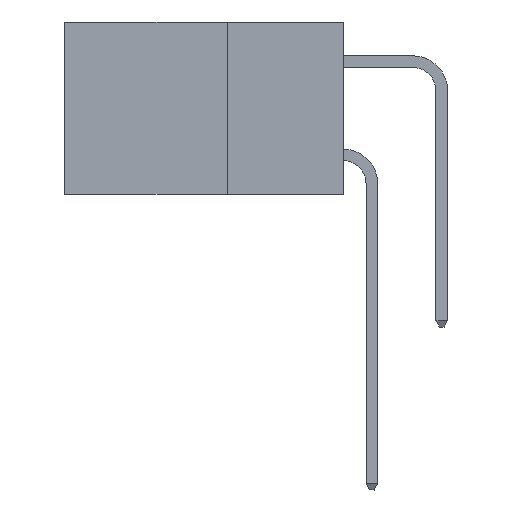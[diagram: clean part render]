
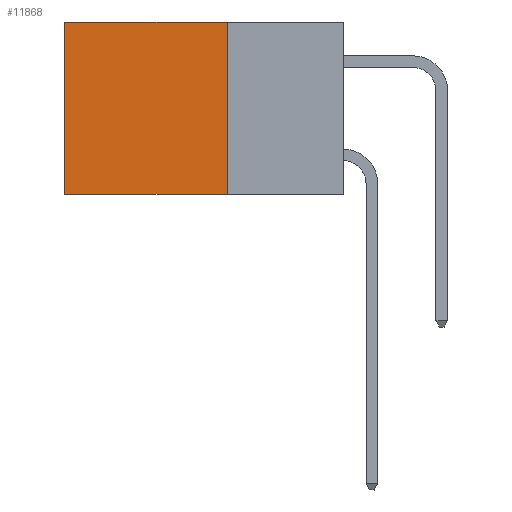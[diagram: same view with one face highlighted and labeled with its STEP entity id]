
A CAD part, left-side view. The second image highlights one B-rep face of the part: STEP entity #11868.
In plain terms, the highlighted planar face has unit normal (-1, 0, 0).
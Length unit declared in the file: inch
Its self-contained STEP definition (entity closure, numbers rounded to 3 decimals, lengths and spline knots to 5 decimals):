
#571 = VECTOR ( 'NONE', #2161, 39.37008 ) ;
#795 = LINE ( 'NONE', #9416, #6869 ) ;
#1214 = CARTESIAN_POINT ( 'NONE',  ( 0.298, 0.25, 0. ) ) ;
#1418 = VERTEX_POINT ( 'NONE', #10937 ) ;
#1443 = CARTESIAN_POINT ( 'NONE',  ( 0.298, 0.25, -0.37 ) ) ;
#1458 = EDGE_LOOP ( 'NONE', ( #4907, #6161, #4387, #2959 ) ) ;
#1869 = FACE_OUTER_BOUND ( 'NONE', #1458, .T. ) ;
#2161 = DIRECTION ( 'NONE',  ( 0., 0., -1. ) ) ;
#2959 = ORIENTED_EDGE ( 'NONE', *, *, #6128, .T. ) ;
#3033 = VERTEX_POINT ( 'NONE', #1443 ) ;
#4212 = DIRECTION ( 'NONE',  ( 0., 0., -1. ) ) ;
#4387 = ORIENTED_EDGE ( 'NONE', *, *, #10883, .F. ) ;
#4907 = ORIENTED_EDGE ( 'NONE', *, *, #13207, .T. ) ;
#5001 = DIRECTION ( 'NONE',  ( 0., 0., -1. ) ) ;
#5140 = CARTESIAN_POINT ( 'NONE',  ( 0.298, 0.25, -0.37 ) ) ;
#5249 = DIRECTION ( 'NONE',  ( 0., 1., 0. ) ) ;
#5280 = CARTESIAN_POINT ( 'NONE',  ( 0.298, 0.6, 0. ) ) ;
#5494 = LINE ( 'NONE', #1214, #571 ) ;
#6110 = CARTESIAN_POINT ( 'NONE',  ( 0.298, 0.25, 0. ) ) ;
#6128 = EDGE_CURVE ( 'NONE', #1418, #7357, #795, .T. ) ;
#6161 = ORIENTED_EDGE ( 'NONE', *, *, #10214, .F. ) ;
#6662 = VECTOR ( 'NONE', #12482, 39.37008 ) ;
#6869 = VECTOR ( 'NONE', #5249, 39.37008 ) ;
#7357 = VERTEX_POINT ( 'NONE', #5280 ) ;
#9076 = LINE ( 'NONE', #11672, #12982 ) ;
#9112 = PLANE ( 'NONE',  #10656 ) ;
#9416 = CARTESIAN_POINT ( 'NONE',  ( 0.298, 0.25, 0. ) ) ;
#10150 = DIRECTION ( 'NONE',  ( 1., 0., 0. ) ) ;
#10214 = EDGE_CURVE ( 'NONE', #3033, #11805, #11744, .T. ) ;
#10355 = CARTESIAN_POINT ( 'NONE',  ( 0.298, 0.6, -0.37 ) ) ;
#10656 = AXIS2_PLACEMENT_3D ( 'NONE', #6110, #10150, #5001 ) ;
#10883 = EDGE_CURVE ( 'NONE', #1418, #3033, #5494, .T. ) ;
#10937 = CARTESIAN_POINT ( 'NONE',  ( 0.298, 0.25, 0. ) ) ;
#11672 = CARTESIAN_POINT ( 'NONE',  ( 0.298, 0.6, 0. ) ) ;
#11744 = LINE ( 'NONE', #5140, #6662 ) ;
#11805 = VERTEX_POINT ( 'NONE', #10355 ) ;
#11868 = ADVANCED_FACE ( 'NONE', ( #1869 ), #9112, .F. ) ;
#12482 = DIRECTION ( 'NONE',  ( 0., 1., 0. ) ) ;
#12982 = VECTOR ( 'NONE', #4212, 39.37008 ) ;
#13207 = EDGE_CURVE ( 'NONE', #7357, #11805, #9076, .T. ) ;
